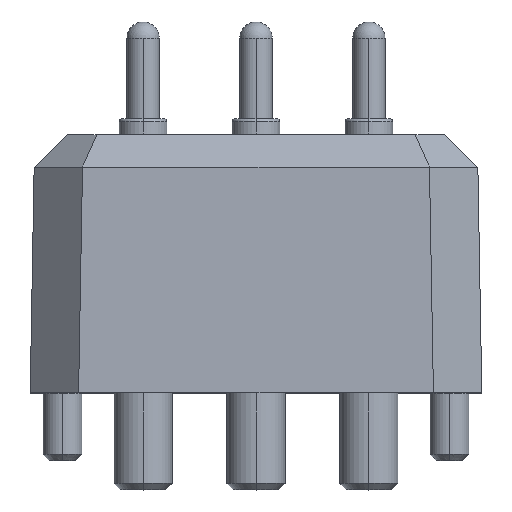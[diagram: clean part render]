
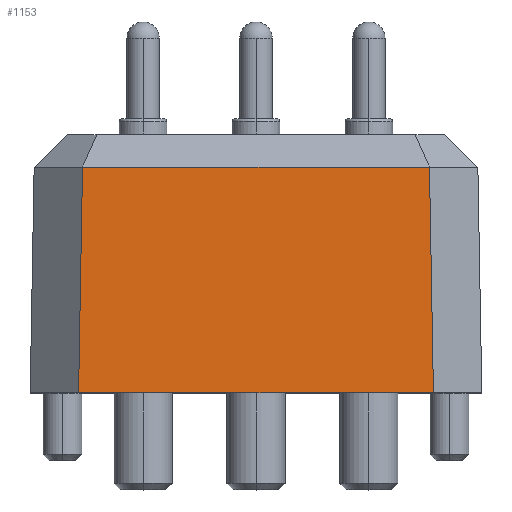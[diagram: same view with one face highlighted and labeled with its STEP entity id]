
A CAD part, top view. The second image highlights one B-rep face of the part: STEP entity #1153.
In plain terms, the highlighted planar face has unit normal (0, 0.018, 1).
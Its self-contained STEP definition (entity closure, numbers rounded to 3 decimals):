
#4 = VERTEX_POINT ( 'NONE', #662 ) ;
#57 = CARTESIAN_POINT ( 'NONE',  ( 0., 3., 4.378 ) ) ;
#224 = DIRECTION ( 'NONE',  ( -0.017, 1., -0.017 ) ) ;
#253 = LINE ( 'NONE', #815, #1105 ) ;
#302 = AXIS2_PLACEMENT_3D ( 'NONE', #622, #1328, #474 ) ;
#329 = EDGE_LOOP ( 'NONE', ( #1647, #1767, #1774, #711 ) ) ;
#367 = VECTOR ( 'NONE', #877, 1000. ) ;
#437 = VERTEX_POINT ( 'NONE', #1566 ) ;
#462 = VERTEX_POINT ( 'NONE', #1116 ) ;
#474 = DIRECTION ( 'NONE',  ( -1., 0., 0. ) ) ;
#610 = FACE_OUTER_BOUND ( 'NONE', #329, .T. ) ;
#622 = CARTESIAN_POINT ( 'NONE',  ( 0., 4., 4.36 ) ) ;
#662 = CARTESIAN_POINT ( 'NONE',  ( -5.5, -4., 4.5 ) ) ;
#687 = VECTOR ( 'NONE', #1628, 1000. ) ;
#711 = ORIENTED_EDGE ( 'NONE', *, *, #722, .T. ) ;
#722 = EDGE_CURVE ( 'NONE', #4, #437, #253, .T. ) ;
#815 = CARTESIAN_POINT ( 'NONE',  ( 7., -4., 4.5 ) ) ;
#877 = DIRECTION ( 'NONE',  ( -1., 0., 0. ) ) ;
#900 = CARTESIAN_POINT ( 'NONE',  ( 5.358, 4.093, 4.359 ) ) ;
#955 = EDGE_CURVE ( 'NONE', #437, #462, #1669, .T. ) ;
#1002 = EDGE_CURVE ( 'NONE', #1336, #4, #1454, .T. ) ;
#1015 = EDGE_CURVE ( 'NONE', #462, #1336, #1205, .T. ) ;
#1105 = VECTOR ( 'NONE', #1377, 1000. ) ;
#1116 = CARTESIAN_POINT ( 'NONE',  ( 5.377, 3., 4.378 ) ) ;
#1153 = ADVANCED_FACE ( 'NONE', ( #610 ), #1742, .T. ) ;
#1205 = LINE ( 'NONE', #57, #367 ) ;
#1328 = DIRECTION ( 'NONE',  ( 0., 0.017, 1. ) ) ;
#1336 = VERTEX_POINT ( 'NONE', #1449 ) ;
#1375 = VECTOR ( 'NONE', #224, 1000. ) ;
#1377 = DIRECTION ( 'NONE',  ( 1., 0., 0. ) ) ;
#1449 = CARTESIAN_POINT ( 'NONE',  ( -5.378, 3., 4.378 ) ) ;
#1454 = LINE ( 'NONE', #1468, #687 ) ;
#1468 = CARTESIAN_POINT ( 'NONE',  ( -5.358, 4.094, 4.359 ) ) ;
#1566 = CARTESIAN_POINT ( 'NONE',  ( 5.499, -4., 4.5 ) ) ;
#1628 = DIRECTION ( 'NONE',  ( -0.017, -1., 0.017 ) ) ;
#1647 = ORIENTED_EDGE ( 'NONE', *, *, #955, .T. ) ;
#1669 = LINE ( 'NONE', #900, #1375 ) ;
#1742 = PLANE ( 'NONE',  #302 ) ;
#1767 = ORIENTED_EDGE ( 'NONE', *, *, #1015, .T. ) ;
#1774 = ORIENTED_EDGE ( 'NONE', *, *, #1002, .T. ) ;
